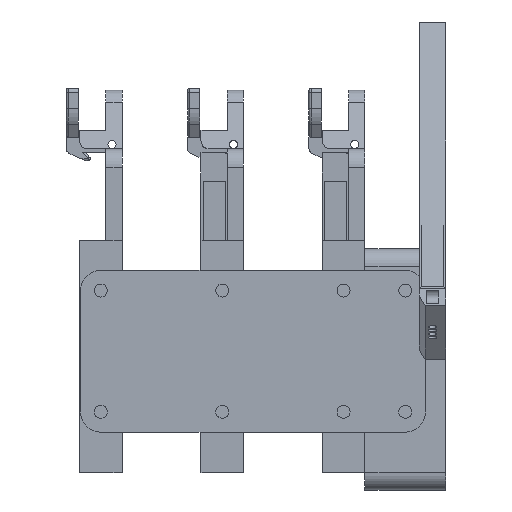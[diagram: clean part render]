
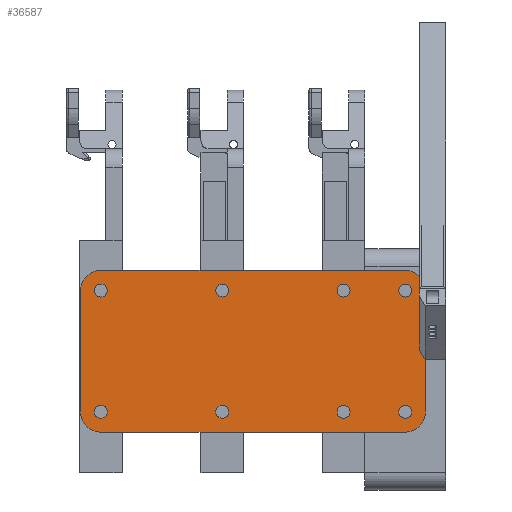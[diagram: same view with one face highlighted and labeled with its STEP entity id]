
A CAD part, left-side view. The second image highlights one B-rep face of the part: STEP entity #36587.
In plain terms, the highlighted face is planar.
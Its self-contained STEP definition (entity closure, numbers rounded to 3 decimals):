
#508=FACE_BOUND('',#5699,.T.);
#509=FACE_BOUND('',#5700,.T.);
#510=FACE_BOUND('',#5701,.T.);
#511=FACE_BOUND('',#5702,.T.);
#512=FACE_BOUND('',#5703,.T.);
#513=FACE_BOUND('',#5704,.T.);
#514=FACE_BOUND('',#5705,.T.);
#515=FACE_BOUND('',#5706,.T.);
#1790=CIRCLE('',#39551,1.6);
#1792=CIRCLE('',#39554,1.6);
#1794=CIRCLE('',#39557,1.6);
#1796=CIRCLE('',#39560,1.6);
#1798=CIRCLE('',#39563,1.6);
#1800=CIRCLE('',#39566,1.6);
#1802=CIRCLE('',#39569,1.6);
#1804=CIRCLE('',#39572,1.6);
#1807=CIRCLE('',#39577,5.);
#1809=CIRCLE('',#39581,5.);
#1811=CIRCLE('',#39585,5.);
#1813=CIRCLE('',#39589,5.);
#3655=FACE_OUTER_BOUND('',#5698,.T.);
#5698=EDGE_LOOP('',(#31392,#31393,#31394,#31395,#31396,#31397,#31398,#31399));
#5699=EDGE_LOOP('',(#31400));
#5700=EDGE_LOOP('',(#31401));
#5701=EDGE_LOOP('',(#31402));
#5702=EDGE_LOOP('',(#31403));
#5703=EDGE_LOOP('',(#31404));
#5704=EDGE_LOOP('',(#31405));
#5705=EDGE_LOOP('',(#31406));
#5706=EDGE_LOOP('',(#31407));
#9676=LINE('',#59069,#13710);
#9680=LINE('',#59081,#13714);
#9684=LINE('',#59093,#13718);
#9688=LINE('',#59105,#13722);
#13710=VECTOR('',#49025,10.);
#13714=VECTOR('',#49037,10.);
#13718=VECTOR('',#49049,10.);
#13722=VECTOR('',#49061,10.);
#16861=VERTEX_POINT('',#59015);
#16863=VERTEX_POINT('',#59021);
#16865=VERTEX_POINT('',#59027);
#16867=VERTEX_POINT('',#59033);
#16869=VERTEX_POINT('',#59039);
#16871=VERTEX_POINT('',#59045);
#16873=VERTEX_POINT('',#59051);
#16875=VERTEX_POINT('',#59057);
#16879=VERTEX_POINT('',#59066);
#16880=VERTEX_POINT('',#59068);
#16882=VERTEX_POINT('',#59074);
#16884=VERTEX_POINT('',#59080);
#16886=VERTEX_POINT('',#59086);
#16888=VERTEX_POINT('',#59092);
#16890=VERTEX_POINT('',#59098);
#16892=VERTEX_POINT('',#59104);
#21704=EDGE_CURVE('',#16861,#16861,#1790,.T.);
#21707=EDGE_CURVE('',#16863,#16863,#1792,.T.);
#21710=EDGE_CURVE('',#16865,#16865,#1794,.T.);
#21713=EDGE_CURVE('',#16867,#16867,#1796,.T.);
#21716=EDGE_CURVE('',#16869,#16869,#1798,.T.);
#21719=EDGE_CURVE('',#16871,#16871,#1800,.T.);
#21722=EDGE_CURVE('',#16873,#16873,#1802,.T.);
#21725=EDGE_CURVE('',#16875,#16875,#1804,.T.);
#21730=EDGE_CURVE('',#16880,#16879,#9676,.T.);
#21733=EDGE_CURVE('',#16882,#16880,#1807,.T.);
#21736=EDGE_CURVE('',#16884,#16882,#9680,.T.);
#21739=EDGE_CURVE('',#16886,#16884,#1809,.T.);
#21742=EDGE_CURVE('',#16888,#16886,#9684,.T.);
#21745=EDGE_CURVE('',#16890,#16888,#1811,.T.);
#21748=EDGE_CURVE('',#16892,#16890,#9688,.T.);
#21751=EDGE_CURVE('',#16879,#16892,#1813,.T.);
#31392=ORIENTED_EDGE('',*,*,#21751,.T.);
#31393=ORIENTED_EDGE('',*,*,#21748,.T.);
#31394=ORIENTED_EDGE('',*,*,#21745,.T.);
#31395=ORIENTED_EDGE('',*,*,#21742,.T.);
#31396=ORIENTED_EDGE('',*,*,#21739,.T.);
#31397=ORIENTED_EDGE('',*,*,#21736,.T.);
#31398=ORIENTED_EDGE('',*,*,#21733,.T.);
#31399=ORIENTED_EDGE('',*,*,#21730,.T.);
#31400=ORIENTED_EDGE('',*,*,#21725,.T.);
#31401=ORIENTED_EDGE('',*,*,#21722,.T.);
#31402=ORIENTED_EDGE('',*,*,#21719,.T.);
#31403=ORIENTED_EDGE('',*,*,#21716,.T.);
#31404=ORIENTED_EDGE('',*,*,#21713,.T.);
#31405=ORIENTED_EDGE('',*,*,#21710,.T.);
#31406=ORIENTED_EDGE('',*,*,#21707,.T.);
#31407=ORIENTED_EDGE('',*,*,#21704,.T.);
#33138=PLANE('',#39590);
#36587=ADVANCED_FACE('',(#3655,#508,#509,#510,#511,#512,#513,#514,#515),
#33138,.T.);
#39551=AXIS2_PLACEMENT_3D('',#59016,#48967,#48968);
#39554=AXIS2_PLACEMENT_3D('',#59022,#48974,#48975);
#39557=AXIS2_PLACEMENT_3D('',#59028,#48981,#48982);
#39560=AXIS2_PLACEMENT_3D('',#59034,#48988,#48989);
#39563=AXIS2_PLACEMENT_3D('',#59040,#48995,#48996);
#39566=AXIS2_PLACEMENT_3D('',#59046,#49002,#49003);
#39569=AXIS2_PLACEMENT_3D('',#59052,#49009,#49010);
#39572=AXIS2_PLACEMENT_3D('',#59058,#49016,#49017);
#39577=AXIS2_PLACEMENT_3D('',#59075,#49031,#49032);
#39581=AXIS2_PLACEMENT_3D('',#59087,#49043,#49044);
#39585=AXIS2_PLACEMENT_3D('',#59099,#49055,#49056);
#39589=AXIS2_PLACEMENT_3D('',#59109,#49067,#49068);
#39590=AXIS2_PLACEMENT_3D('',#59110,#49069,#49070);
#48967=DIRECTION('center_axis',(-1.,0.,0.));
#48968=DIRECTION('ref_axis',(0.,0.,-1.));
#48974=DIRECTION('center_axis',(-1.,0.,0.));
#48975=DIRECTION('ref_axis',(0.,0.,-1.));
#48981=DIRECTION('center_axis',(-1.,0.,0.));
#48982=DIRECTION('ref_axis',(0.,0.,-1.));
#48988=DIRECTION('center_axis',(-1.,0.,0.));
#48989=DIRECTION('ref_axis',(0.,0.,-1.));
#48995=DIRECTION('center_axis',(-1.,0.,0.));
#48996=DIRECTION('ref_axis',(0.,0.,-1.));
#49002=DIRECTION('center_axis',(-1.,0.,0.));
#49003=DIRECTION('ref_axis',(0.,0.,-1.));
#49009=DIRECTION('center_axis',(-1.,0.,0.));
#49010=DIRECTION('ref_axis',(0.,0.,-1.));
#49016=DIRECTION('center_axis',(-1.,0.,0.));
#49017=DIRECTION('ref_axis',(0.,0.,-1.));
#49025=DIRECTION('',(0.,0.,1.));
#49031=DIRECTION('center_axis',(1.,0.,0.));
#49032=DIRECTION('ref_axis',(0.,0.,-1.));
#49037=DIRECTION('',(0.,1.,0.));
#49043=DIRECTION('center_axis',(1.,0.,0.));
#49044=DIRECTION('ref_axis',(0.,-1.,0.));
#49049=DIRECTION('',(0.,0.,-1.));
#49055=DIRECTION('center_axis',(1.,0.,0.));
#49056=DIRECTION('ref_axis',(0.,0.,1.));
#49061=DIRECTION('',(0.,-1.,0.));
#49067=DIRECTION('center_axis',(1.,0.,0.));
#49068=DIRECTION('ref_axis',(0.,1.,0.));
#49069=DIRECTION('center_axis',(1.,0.,0.));
#49070=DIRECTION('ref_axis',(0.,0.,-1.));
#59015=CARTESIAN_POINT('',(2.,25.25,16.6));
#59016=CARTESIAN_POINT('Origin',(2.,25.25,15.));
#59021=CARTESIAN_POINT('',(2.,55.25,-13.4));
#59022=CARTESIAN_POINT('Origin',(2.,55.25,-15.));
#59027=CARTESIAN_POINT('',(2.,10.,16.6));
#59028=CARTESIAN_POINT('Origin',(2.,10.,15.));
#59033=CARTESIAN_POINT('',(2.,10.,-13.4));
#59034=CARTESIAN_POINT('Origin',(2.,10.,-15.));
#59039=CARTESIAN_POINT('',(2.,55.25,16.6));
#59040=CARTESIAN_POINT('Origin',(2.,55.25,15.));
#59045=CARTESIAN_POINT('',(2.,25.25,-13.4));
#59046=CARTESIAN_POINT('Origin',(2.,25.25,-15.));
#59051=CARTESIAN_POINT('',(2.,85.25,-13.4));
#59052=CARTESIAN_POINT('Origin',(2.,85.25,-15.));
#59057=CARTESIAN_POINT('',(2.,85.25,16.6));
#59058=CARTESIAN_POINT('Origin',(2.,85.25,15.));
#59066=CARTESIAN_POINT('',(2.,90.25,15.));
#59068=CARTESIAN_POINT('',(2.,90.25,-15.));
#59069=CARTESIAN_POINT('',(2.,90.25,-15.));
#59074=CARTESIAN_POINT('',(2.,85.25,-20.));
#59075=CARTESIAN_POINT('Origin',(2.,85.25,-15.));
#59080=CARTESIAN_POINT('',(2.,10.,-20.));
#59081=CARTESIAN_POINT('',(2.,10.,-20.));
#59086=CARTESIAN_POINT('',(2.,5.,-15.));
#59087=CARTESIAN_POINT('Origin',(2.,10.,-15.));
#59092=CARTESIAN_POINT('',(2.,5.,15.));
#59093=CARTESIAN_POINT('',(2.,5.,15.));
#59098=CARTESIAN_POINT('',(2.,10.,20.));
#59099=CARTESIAN_POINT('Origin',(2.,10.,15.));
#59104=CARTESIAN_POINT('',(2.,85.25,20.));
#59105=CARTESIAN_POINT('',(2.,85.25,20.));
#59109=CARTESIAN_POINT('Origin',(2.,85.25,15.));
#59110=CARTESIAN_POINT('Origin',(2.,47.625,0.));
